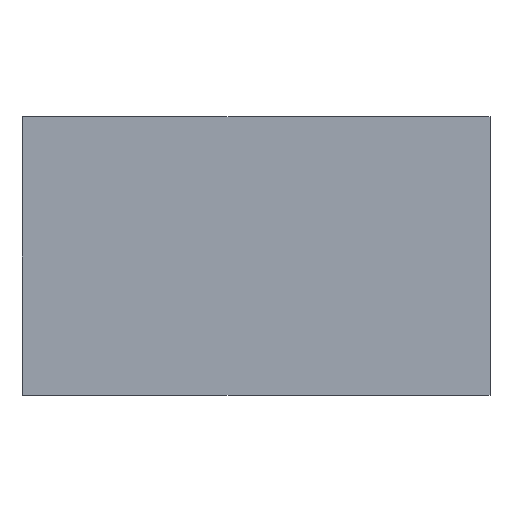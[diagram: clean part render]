
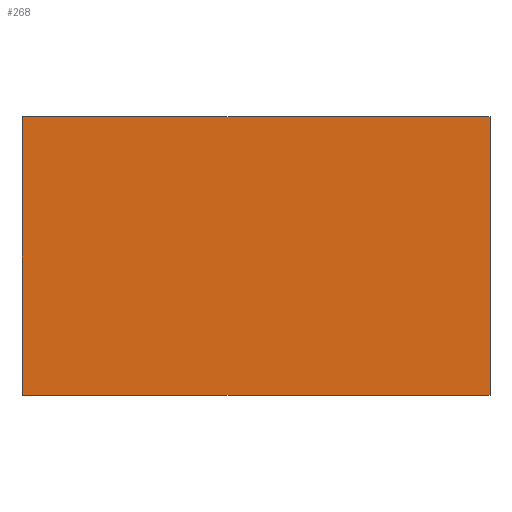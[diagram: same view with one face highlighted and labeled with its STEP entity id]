
A CAD part, front view. The second image highlights one B-rep face of the part: STEP entity #268.
In plain terms, the highlighted planar face has unit normal (0, -1, 0).
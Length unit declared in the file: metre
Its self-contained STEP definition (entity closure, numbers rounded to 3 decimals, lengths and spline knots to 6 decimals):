
#52=ORIENTED_EDGE('',*,*,#115,.F.);
#53=ORIENTED_EDGE('',*,*,#116,.F.);
#54=ORIENTED_EDGE('',*,*,#117,.T.);
#55=ORIENTED_EDGE('',*,*,#113,.T.);
#113=EDGE_CURVE('',#141,#140,#173,.T.);
#115=EDGE_CURVE('',#142,#140,#175,.T.);
#116=EDGE_CURVE('',#143,#142,#176,.T.);
#117=EDGE_CURVE('',#143,#141,#177,.T.);
#140=VERTEX_POINT('',#425);
#141=VERTEX_POINT('',#427);
#142=VERTEX_POINT('',#431);
#143=VERTEX_POINT('',#433);
#173=LINE('',#426,#209);
#175=LINE('',#430,#211);
#176=LINE('',#432,#212);
#177=LINE('',#434,#213);
#209=VECTOR('',#350,1.);
#211=VECTOR('',#354,1.);
#212=VECTOR('',#355,1.);
#213=VECTOR('',#356,1.);
#226=EDGE_LOOP('',(#52,#53,#54,#55));
#240=FACE_BOUND('',#226,.T.);
#254=PLANE('',#295);
#268=ADVANCED_FACE('',(#240),#254,.T.);
#295=AXIS2_PLACEMENT_3D('',#429,#352,#353);
#350=DIRECTION('',(0.,0.,-1.));
#352=DIRECTION('',(0.,-1.,0.));
#353=DIRECTION('',(0.,0.,-1.));
#354=DIRECTION('',(-1.,0.,0.));
#355=DIRECTION('',(0.,0.,-1.));
#356=DIRECTION('',(-1.,0.,0.));
#425=CARTESIAN_POINT('',(-0.014777,-0.001079,0.));
#426=CARTESIAN_POINT('',(-0.014777,-0.001079,0.007));
#427=CARTESIAN_POINT('',(-0.014777,-0.001079,0.007));
#429=CARTESIAN_POINT('',(-0.003478,-0.001079,0.007));
#430=CARTESIAN_POINT('',(-0.003478,-0.001079,0.));
#431=CARTESIAN_POINT('',(-0.003006,-0.001079,0.));
#432=CARTESIAN_POINT('',(-0.003006,-0.001079,0.007));
#433=CARTESIAN_POINT('',(-0.003006,-0.001079,0.007));
#434=CARTESIAN_POINT('',(-0.003478,-0.001079,0.007));
